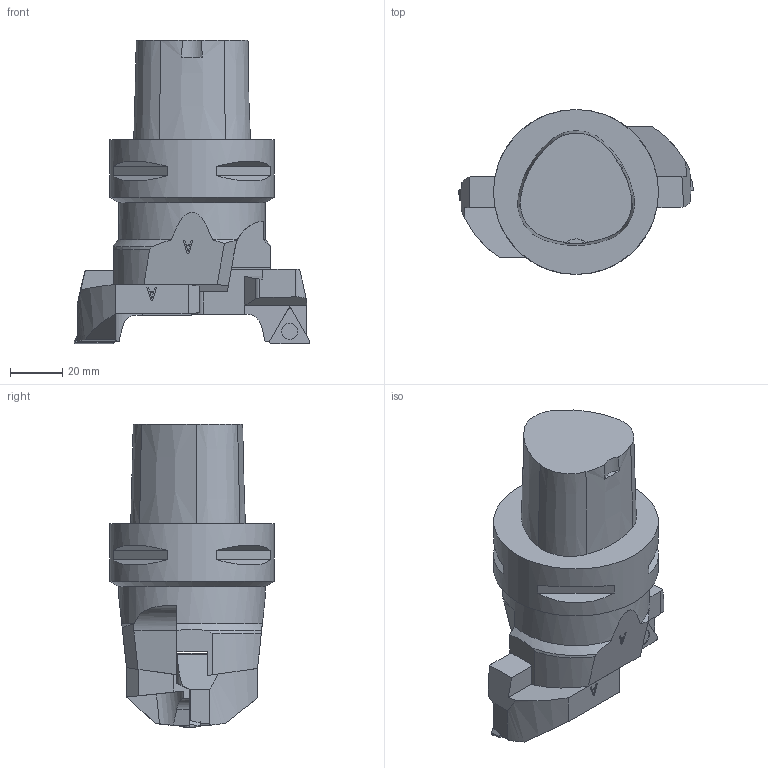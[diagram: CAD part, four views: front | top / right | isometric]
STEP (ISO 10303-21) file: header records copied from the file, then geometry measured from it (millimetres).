
FILE_DESCRIPTION(/* description */ (''),/* implementation_level */ '2;1');
FILE_NAME(/* name */ '1548237112035.stp',/* time_stamp */ '2019-01-23T10:52:09+01:00',/* author */ (''),/* organization */ ('SMS'),/* preprocessor_version */ 'ST-DEVELOPER v15',/* originating_system */ 'SIEMENS PLM Software NX 8.5',/* authorisation */ '');
FILE_SCHEMA (('AUTOMOTIVE_DESIGN { 1 0 10303 214 3 1 1 1 }'));
Length unit declared in the file: millimetre
Products named in the file (10): ASSEMBLY_CONSTRUCTION; 202024927mod000_00; IsoTurningInsert; 202024812mod000_00; 200953607mod000_01; 202024968mod000_00; 202024951mod000_00; 202028176mod000_00
Assembly tree (10 placements, depth 3):
  202028176mod000_00
    202024951mod000_00
      202024812mod000_00
      IsoTurningInsert
      ASSEMBLY_CONSTRUCTION
    202024968mod000_00
      202024927mod000_00
      IsoTurningInsert
      ASSEMBLY_CONSTRUCTION
    200953607mod000_01
    ASSEMBLY_CONSTRUCTION
Bounding box: 89.98 x 63 x 116 mm (x, y, z)
Volume: 228883.1 mm3; surface area: 33810.9 mm2
Topology: 5 solids, 5 shells, 211 faces, 549 edges, 383 vertices
Faces by surface type: plane 139, cylinder 25, cone 23, extrusion 16, torus 8
Full cylindrical faces by diameter (mm): 4.4 x4, 56 x1, 63 x1
Entity records: 6879 total; most frequent: CARTESIAN_POINT 1799, ORIENTED_EDGE 990, DIRECTION 918, EDGE_CURVE 495, VERTEX_POINT 336, AXIS2_PLACEMENT_3D 311, VECTOR 296, LINE 280
